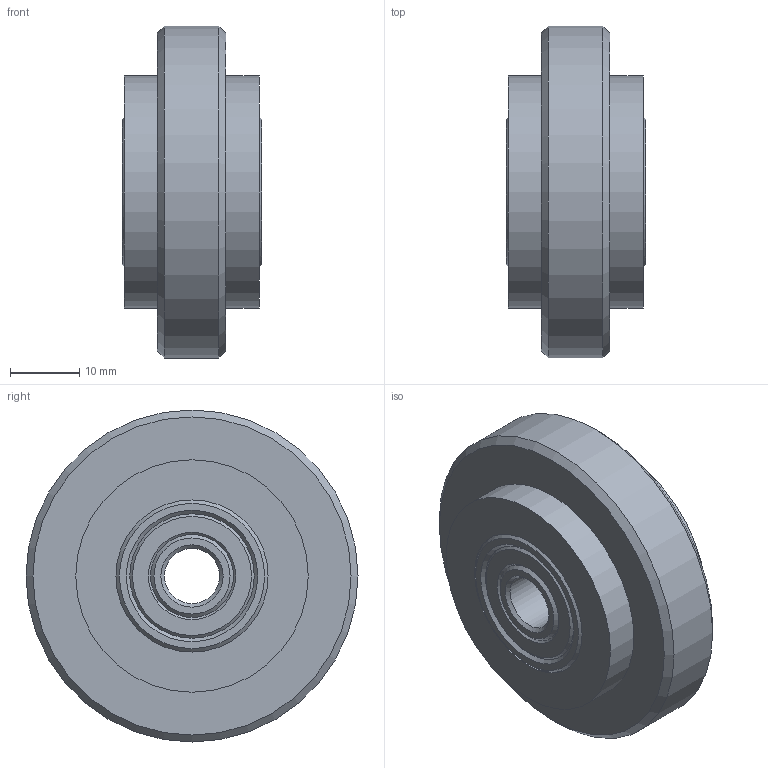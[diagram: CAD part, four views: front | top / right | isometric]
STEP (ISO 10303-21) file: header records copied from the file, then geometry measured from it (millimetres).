
FILE_DESCRIPTION(/* description */ ('STEP AP203'),/* implementation_level */ '2;1');
FILE_NAME(/* name */ 'RT47-10.stp',/* time_stamp */ '2022-07-12T13:30:46+02:00',/* author */ ('stefan.nesic'),/* organization */ (''),/* preprocessor_version */ 'ST-DEVELOPER v18.1',/* originating_system */ 'Autodesk Inventor 2021',/* authorisation */ ' ');
FILE_SCHEMA (('CONFIG_CONTROL_DESIGN'));
Length unit declared in the file: millimetre
Products named in the file (7): RT47-10; _093025_body; _093025_inside_middle; _093025_inner_ring; _093025_ball; _093025_outer_ring; _093025_cover
Assembly tree (26 placements, depth 2):
  RT47-10
    _093025_body
    _093025_inside_middle
    _093025_inner_ring  x2
    _093025_ball  x16
    _093025_outer_ring  x2
    _093025_cover  x4
Bounding box: 20.1 x 48 x 48 mm (x, y, z)
Volume: 23924.6 mm3; surface area: 13124.1 mm2
Topology: 26 solids, 26 shells, 102 faces, 211 edges, 133 vertices
Faces by surface type: cone 30, cylinder 28, plane 24, sphere 16, torus 4
Full cylindrical faces by diameter (mm): 8 x2, 8.1 x1, 12 x9, 13 x1, 18 x8, 22 x4, 33.6 x2, 48 x1
Entity records: 1677 total; most frequent: DIRECTION 314, CARTESIAN_POINT 231, ORIENTED_EDGE 182, AXIS2_PLACEMENT_3D 141, EDGE_CURVE 91, EDGE_LOOP 63, CIRCLE 59, VERTEX_POINT 58
